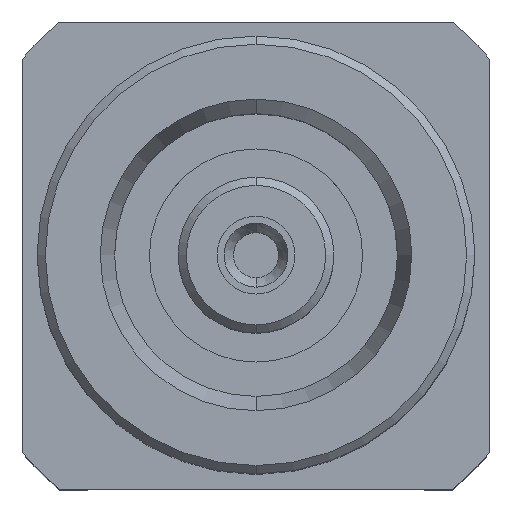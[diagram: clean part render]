
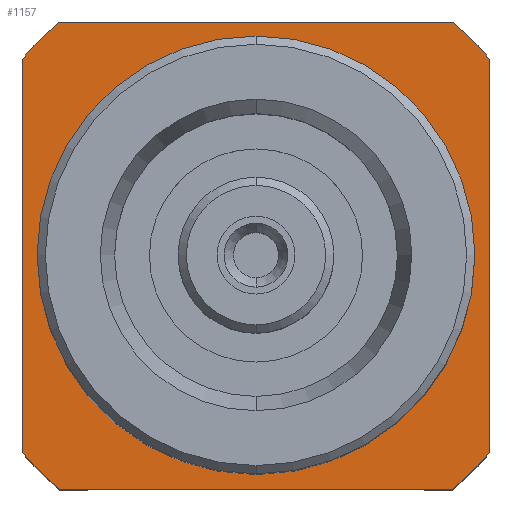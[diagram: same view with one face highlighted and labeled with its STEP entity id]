
A CAD part, top view. The second image highlights one B-rep face of the part: STEP entity #1157.
In plain terms, the highlighted planar face has unit normal (0, 0, 1).
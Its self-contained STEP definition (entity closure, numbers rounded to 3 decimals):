
#260=CARTESIAN_POINT('',(0.,0.,-5.));
#261=DIRECTION('',(0.,0.,-1.));
#262=DIRECTION('',(0.,-1.,0.));
#263=AXIS2_PLACEMENT_3D('',#260,#261,#262);
#273=CARTESIAN_POINT('',(0.,0.,-5.));
#274=DIRECTION('',(0.,0.,-1.));
#275=DIRECTION('',(0.765,-0.644,0.));
#276=AXIS2_PLACEMENT_3D('',#273,#274,#275);
#278=DIRECTION('',(-1.,0.,0.));
#279=VECTOR('',#278,4.797);
#280=CARTESIAN_POINT('',(2.399,-2.85,-5.));
#281=LINE('',#280,#279);
#282=CARTESIAN_POINT('',(0.,0.,-5.));
#283=DIRECTION('',(0.,0.,-1.));
#284=DIRECTION('',(-0.644,-0.765,0.));
#285=AXIS2_PLACEMENT_3D('',#282,#283,#284);
#287=DIRECTION('',(0.,1.,0.));
#288=VECTOR('',#287,4.797);
#289=CARTESIAN_POINT('',(-2.85,-2.399,-5.));
#290=LINE('',#289,#288);
#291=CARTESIAN_POINT('',(0.,0.,-5.));
#292=DIRECTION('',(0.,0.,-1.));
#293=DIRECTION('',(-0.765,0.644,0.));
#294=AXIS2_PLACEMENT_3D('',#291,#292,#293);
#296=DIRECTION('',(1.,0.,0.));
#297=VECTOR('',#296,4.797);
#298=CARTESIAN_POINT('',(-2.399,2.85,-5.));
#299=LINE('',#298,#297);
#300=CARTESIAN_POINT('',(0.,0.,-5.));
#301=DIRECTION('',(0.,0.,-1.));
#302=DIRECTION('',(0.644,0.765,0.));
#303=AXIS2_PLACEMENT_3D('',#300,#301,#302);
#305=DIRECTION('',(0.,-1.,0.));
#306=VECTOR('',#305,4.797);
#307=CARTESIAN_POINT('',(2.85,2.399,-5.));
#308=LINE('',#307,#306);
#549=CARTESIAN_POINT('',(0.,0.,-5.));
#550=DIRECTION('',(0.,0.,-1.));
#551=DIRECTION('',(0.,1.,0.));
#552=AXIS2_PLACEMENT_3D('',#549,#550,#551);
#622=CARTESIAN_POINT('',(2.85,-2.399,-5.));
#623=CARTESIAN_POINT('',(2.399,-2.85,-5.));
#624=VERTEX_POINT('',#622);
#625=VERTEX_POINT('',#623);
#626=CARTESIAN_POINT('',(-2.399,-2.85,-5.));
#627=VERTEX_POINT('',#626);
#628=CARTESIAN_POINT('',(-2.85,-2.399,-5.));
#629=VERTEX_POINT('',#628);
#630=CARTESIAN_POINT('',(-2.85,2.399,-5.));
#631=VERTEX_POINT('',#630);
#632=CARTESIAN_POINT('',(-2.399,2.85,-5.));
#633=VERTEX_POINT('',#632);
#634=CARTESIAN_POINT('',(2.399,2.85,-5.));
#635=VERTEX_POINT('',#634);
#636=CARTESIAN_POINT('',(2.85,2.399,-5.));
#637=VERTEX_POINT('',#636);
#638=CARTESIAN_POINT('',(0.,2.67,-5.));
#639=CARTESIAN_POINT('',(0.,-2.67,-5.));
#640=VERTEX_POINT('',#638);
#641=VERTEX_POINT('',#639);
#1129=CARTESIAN_POINT('',(0.,0.,-5.));
#1130=DIRECTION('',(0.,0.,-1.));
#1131=DIRECTION('',(-1.,0.,0.));
#1132=AXIS2_PLACEMENT_3D('',#1129,#1130,#1131);
#1133=PLANE('',#1132);
#1135=ORIENTED_EDGE('',*,*,#1134,.T.);
#1137=ORIENTED_EDGE('',*,*,#1136,.T.);
#1139=ORIENTED_EDGE('',*,*,#1138,.T.);
#1141=ORIENTED_EDGE('',*,*,#1140,.T.);
#1143=ORIENTED_EDGE('',*,*,#1142,.T.);
#1145=ORIENTED_EDGE('',*,*,#1144,.T.);
#1147=ORIENTED_EDGE('',*,*,#1146,.T.);
#1149=ORIENTED_EDGE('',*,*,#1148,.T.);
#1150=EDGE_LOOP('',(#1135,#1137,#1139,#1141,#1143,#1145,#1147,#1149));
#1151=FACE_OUTER_BOUND('',#1150,.F.);
#1153=ORIENTED_EDGE('',*,*,#1152,.F.);
#1154=ORIENTED_EDGE('',*,*,#1119,.F.);
#1155=EDGE_LOOP('',(#1153,#1154));
#1156=FACE_BOUND('',#1155,.F.);
#264=CIRCLE('',#263,2.67);
#277=CIRCLE('',#276,3.725);
#286=CIRCLE('',#285,3.725);
#295=CIRCLE('',#294,3.725);
#304=CIRCLE('',#303,3.725);
#553=CIRCLE('',#552,2.67);
#1119=EDGE_CURVE('',#641,#640,#264,.T.);
#1134=EDGE_CURVE('',#624,#625,#277,.T.);
#1136=EDGE_CURVE('',#625,#627,#281,.T.);
#1138=EDGE_CURVE('',#627,#629,#286,.T.);
#1140=EDGE_CURVE('',#629,#631,#290,.T.);
#1142=EDGE_CURVE('',#631,#633,#295,.T.);
#1144=EDGE_CURVE('',#633,#635,#299,.T.);
#1146=EDGE_CURVE('',#635,#637,#304,.T.);
#1148=EDGE_CURVE('',#637,#624,#308,.T.);
#1152=EDGE_CURVE('',#640,#641,#553,.T.);
#1157=ADVANCED_FACE('',(#1151,#1156),#1133,.F.);
